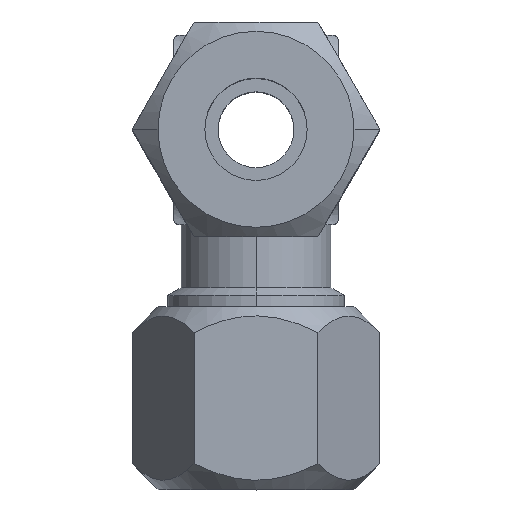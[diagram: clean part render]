
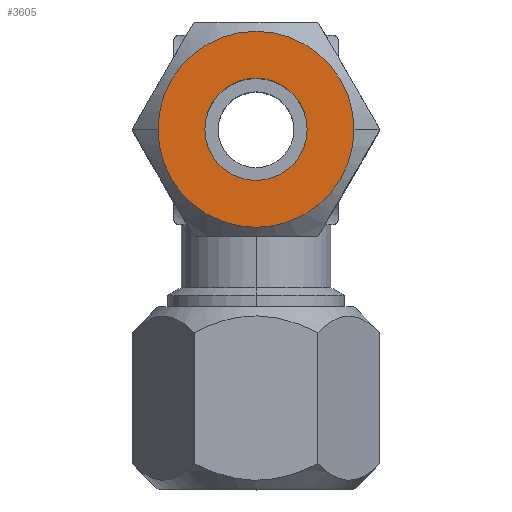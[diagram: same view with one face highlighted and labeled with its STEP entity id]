
A CAD part, top view. The second image highlights one B-rep face of the part: STEP entity #3605.
In plain terms, the highlighted face is planar.
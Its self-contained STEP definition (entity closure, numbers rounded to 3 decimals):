
#1454 = VERTEX_POINT ( 'NONE', #1968 ) ;
#1455 = VERTEX_POINT ( 'NONE', #1967 ) ;
#1471 = EDGE_CURVE ( 'NONE', #1454, #1455, #2014, .T. ) ;
#1472 = EDGE_CURVE ( 'NONE', #1510, #1609, #2005, .T. ) ;
#1510 = VERTEX_POINT ( 'NONE', #2101 ) ;
#1609 = VERTEX_POINT ( 'NONE', #2314 ) ;
#1967 = CARTESIAN_POINT ( 'NONE',  ( 0., -4.05, -20. ) ) ;
#1968 = CARTESIAN_POINT ( 'NONE',  ( 0., 4.05, -20. ) ) ;
#2001 = DIRECTION ( 'NONE',  ( 1., 0., 0. ) ) ;
#2002 = DIRECTION ( 'NONE',  ( 0., 0., 1. ) ) ;
#2003 = CARTESIAN_POINT ( 'NONE',  ( 0., 0., -20. ) ) ;
#2004 = AXIS2_PLACEMENT_3D ( 'NONE', #2003, #2002, #2001 ) ;
#2005 = CIRCLE ( 'NONE', #2004, 7.76 ) ;
#2006 = DIRECTION ( 'NONE',  ( 0., -1., 0. ) ) ;
#2007 = DIRECTION ( 'NONE',  ( 0., 0., 1. ) ) ;
#2008 = CARTESIAN_POINT ( 'NONE',  ( 0., 0., -20. ) ) ;
#2009 = AXIS2_PLACEMENT_3D ( 'NONE', #2008, #2007, #2006 ) ;
#2014 = CIRCLE ( 'NONE', #2009, 4.05 ) ;
#2101 = CARTESIAN_POINT ( 'NONE',  ( 7.76, 0., -20. ) ) ;
#2314 = CARTESIAN_POINT ( 'NONE',  ( -7.76, 0., -20. ) ) ;
#2621 = DIRECTION ( 'NONE',  ( 0., -1., 0. ) ) ;
#2622 = DIRECTION ( 'NONE',  ( 0., 0., 1. ) ) ;
#2623 = CARTESIAN_POINT ( 'NONE',  ( 0., 9.815, -20. ) ) ;
#2625 = AXIS2_PLACEMENT_3D ( 'NONE', #2623, #2622, #2621 ) ;
#2626 = FACE_OUTER_BOUND ( 'NONE', #3612, .T. ) ;
#2627 = FACE_BOUND ( 'NONE', #3606, .T. ) ;
#2631 = PLANE ( 'NONE',  #2625 ) ;
#2654 = DIRECTION ( 'NONE',  ( 1., 0., 0. ) ) ;
#2655 = DIRECTION ( 'NONE',  ( 0., 0., 1. ) ) ;
#2656 = CARTESIAN_POINT ( 'NONE',  ( 0., 0., -20. ) ) ;
#2657 = AXIS2_PLACEMENT_3D ( 'NONE', #2656, #2655, #2654 ) ;
#2658 = CIRCLE ( 'NONE', #2657, 7.76 ) ;
#2676 = DIRECTION ( 'NONE',  ( 0., -1., 0. ) ) ;
#2677 = DIRECTION ( 'NONE',  ( 0., 0., 1. ) ) ;
#2678 = CARTESIAN_POINT ( 'NONE',  ( 0., 0., -20. ) ) ;
#2679 = AXIS2_PLACEMENT_3D ( 'NONE', #2678, #2677, #2676 ) ;
#2680 = CIRCLE ( 'NONE', #2679, 4.05 ) ;
#3604 = ORIENTED_EDGE ( 'NONE', *, *, #3609, .T. ) ;
#3605 = ADVANCED_FACE ( 'NONE', ( #2627, #2626 ), #2631, .F. ) ;
#3606 = EDGE_LOOP ( 'NONE', ( #3604, #3613 ) ) ;
#3609 = EDGE_CURVE ( 'NONE', #1455, #1454, #2680, .T. ) ;
#3612 = EDGE_LOOP ( 'NONE', ( #3618, #3621 ) ) ;
#3613 = ORIENTED_EDGE ( 'NONE', *, *, #1471, .T. ) ;
#3618 = ORIENTED_EDGE ( 'NONE', *, *, #1472, .F. ) ;
#3621 = ORIENTED_EDGE ( 'NONE', *, *, #3624, .F. ) ;
#3624 = EDGE_CURVE ( 'NONE', #1609, #1510, #2658, .T. ) ;
